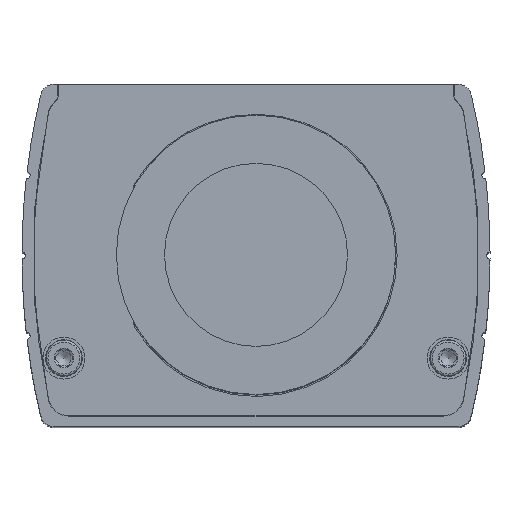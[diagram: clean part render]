
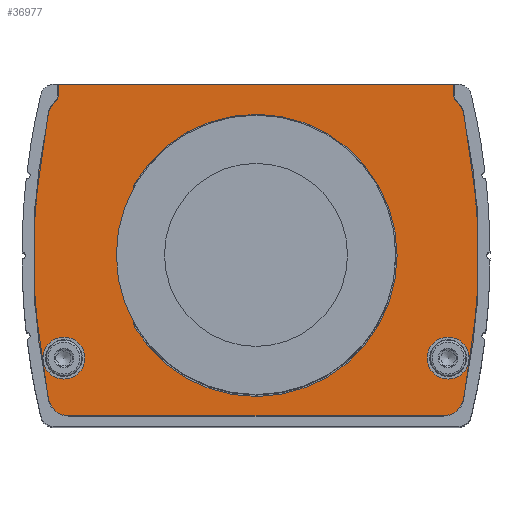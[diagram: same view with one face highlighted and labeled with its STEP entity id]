
A CAD part, top view. The second image highlights one B-rep face of the part: STEP entity #36977.
In plain terms, the highlighted planar face has unit normal (0, 0, 1).
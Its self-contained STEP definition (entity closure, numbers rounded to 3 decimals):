
#137=FACE_BOUND('',#4234,.T.);
#138=FACE_BOUND('',#4235,.T.);
#139=FACE_BOUND('',#4236,.T.);
#682=PLANE('',#39033);
#2318=FACE_OUTER_BOUND('',#4233,.T.);
#4233=EDGE_LOOP('',(#24612,#24613,#24614,#24615,#24616,#24617,#24618,#24619,
#24620,#24621,#24622,#24623,#24624,#24625,#24626,#24627,#24628,#24629));
#4234=EDGE_LOOP('',(#24630));
#4235=EDGE_LOOP('',(#24631));
#4236=EDGE_LOOP('',(#24632,#24633,#24634,#24635));
#6191=LINE('',#51079,#10577);
#6205=LINE('',#51141,#10591);
#6210=LINE('',#51159,#10596);
#6216=LINE('',#51183,#10602);
#6218=LINE('',#51186,#10604);
#6219=LINE('',#51189,#10605);
#6220=LINE('',#51191,#10606);
#10577=VECTOR('',#41484,10.);
#10591=VECTOR('',#41544,10.);
#10596=VECTOR('',#41563,10.);
#10602=VECTOR('',#41595,10.);
#10604=VECTOR('',#41599,10.);
#10605=VECTOR('',#41602,10.);
#10606=VECTOR('',#41603,10.);
#14970=CIRCLE('',#38987,1.);
#14971=CIRCLE('',#38990,1.);
#14974=CIRCLE('',#38994,1.);
#14975=CIRCLE('',#38996,1.);
#14978=CIRCLE('',#39000,2.95);
#14980=CIRCLE('',#39003,98.35);
#14981=CIRCLE('',#39005,3.);
#14982=CIRCLE('',#39007,3.);
#14984=CIRCLE('',#39010,2.95);
#14986=CIRCLE('',#39014,1.);
#14987=CIRCLE('',#39016,2.95);
#14990=CIRCLE('',#39021,1.);
#14992=CIRCLE('',#39024,98.35);
#14994=CIRCLE('',#39027,20.2);
#14996=CIRCLE('',#39030,2.95);
#14997=CIRCLE('',#39034,3.);
#14998=CIRCLE('',#39035,3.);
#15508=VERTEX_POINT('',#51069);
#15509=VERTEX_POINT('',#51071);
#15511=VERTEX_POINT('',#51077);
#15512=VERTEX_POINT('',#51081);
#15514=VERTEX_POINT('',#51084);
#15517=VERTEX_POINT('',#51091);
#15519=VERTEX_POINT('',#51095);
#15520=VERTEX_POINT('',#51099);
#15522=VERTEX_POINT('',#51102);
#15526=VERTEX_POINT('',#51111);
#15527=VERTEX_POINT('',#51113);
#15529=VERTEX_POINT('',#51119);
#15530=VERTEX_POINT('',#51123);
#15531=VERTEX_POINT('',#51127);
#15534=VERTEX_POINT('',#51134);
#15535=VERTEX_POINT('',#51136);
#15536=VERTEX_POINT('',#51140);
#15539=VERTEX_POINT('',#51147);
#15541=VERTEX_POINT('',#51151);
#15542=VERTEX_POINT('',#51158);
#15545=VERTEX_POINT('',#51166);
#15547=VERTEX_POINT('',#51172);
#15548=VERTEX_POINT('',#51188);
#15549=VERTEX_POINT('',#51190);
#19070=EDGE_CURVE('',#15508,#15509,#14970,.T.);
#19074=EDGE_CURVE('',#15508,#15511,#6191,.T.);
#19076=EDGE_CURVE('',#15512,#15514,#14971,.T.);
#19082=EDGE_CURVE('',#15519,#15517,#14974,.T.);
#19084=EDGE_CURVE('',#15520,#15522,#14975,.T.);
#19089=EDGE_CURVE('',#15526,#15527,#14978,.T.);
#19093=EDGE_CURVE('',#15529,#15526,#14980,.T.);
#19094=EDGE_CURVE('',#15530,#15530,#14981,.T.);
#19096=EDGE_CURVE('',#15531,#15531,#14982,.T.);
#19100=EDGE_CURVE('',#15534,#15535,#14984,.T.);
#19102=EDGE_CURVE('',#15522,#15536,#6205,.T.);
#19108=EDGE_CURVE('',#15541,#15539,#14986,.T.);
#19109=EDGE_CURVE('',#15514,#15529,#14987,.T.);
#19111=EDGE_CURVE('',#15536,#15542,#6210,.T.);
#19116=EDGE_CURVE('',#15545,#15511,#14990,.T.);
#19118=EDGE_CURVE('',#15535,#15547,#14992,.T.);
#19121=EDGE_CURVE('',#15545,#15509,#14994,.T.);
#19123=EDGE_CURVE('',#15547,#15519,#14996,.T.);
#19125=EDGE_CURVE('',#15527,#15534,#6216,.T.);
#19127=EDGE_CURVE('',#15542,#15541,#6218,.T.);
#19128=EDGE_CURVE('',#15539,#15548,#6219,.T.);
#19129=EDGE_CURVE('',#15549,#15520,#6220,.T.);
#19130=EDGE_CURVE('',#15549,#15517,#14997,.T.);
#19131=EDGE_CURVE('',#15512,#15548,#14998,.T.);
#24612=ORIENTED_EDGE('',*,*,#19128,.F.);
#24613=ORIENTED_EDGE('',*,*,#19108,.F.);
#24614=ORIENTED_EDGE('',*,*,#19127,.F.);
#24615=ORIENTED_EDGE('',*,*,#19111,.F.);
#24616=ORIENTED_EDGE('',*,*,#19102,.F.);
#24617=ORIENTED_EDGE('',*,*,#19084,.F.);
#24618=ORIENTED_EDGE('',*,*,#19129,.F.);
#24619=ORIENTED_EDGE('',*,*,#19130,.T.);
#24620=ORIENTED_EDGE('',*,*,#19082,.F.);
#24621=ORIENTED_EDGE('',*,*,#19123,.F.);
#24622=ORIENTED_EDGE('',*,*,#19118,.F.);
#24623=ORIENTED_EDGE('',*,*,#19100,.F.);
#24624=ORIENTED_EDGE('',*,*,#19125,.F.);
#24625=ORIENTED_EDGE('',*,*,#19089,.F.);
#24626=ORIENTED_EDGE('',*,*,#19093,.F.);
#24627=ORIENTED_EDGE('',*,*,#19109,.F.);
#24628=ORIENTED_EDGE('',*,*,#19076,.F.);
#24629=ORIENTED_EDGE('',*,*,#19131,.T.);
#24630=ORIENTED_EDGE('',*,*,#19094,.T.);
#24631=ORIENTED_EDGE('',*,*,#19096,.T.);
#24632=ORIENTED_EDGE('',*,*,#19121,.T.);
#24633=ORIENTED_EDGE('',*,*,#19070,.F.);
#24634=ORIENTED_EDGE('',*,*,#19074,.T.);
#24635=ORIENTED_EDGE('',*,*,#19116,.F.);
#36977=ADVANCED_FACE('',(#2318,#137,#138,#139),#682,.F.);
#38987=AXIS2_PLACEMENT_3D('',#51072,#41477,#41478);
#38990=AXIS2_PLACEMENT_3D('',#51085,#41488,#41489);
#38994=AXIS2_PLACEMENT_3D('',#51097,#41499,#41500);
#38996=AXIS2_PLACEMENT_3D('',#51103,#41504,#41505);
#39000=AXIS2_PLACEMENT_3D('',#51114,#41514,#41515);
#39003=AXIS2_PLACEMENT_3D('',#51121,#41522,#41523);
#39005=AXIS2_PLACEMENT_3D('',#51124,#41526,#41527);
#39007=AXIS2_PLACEMENT_3D('',#51128,#41531,#41532);
#39010=AXIS2_PLACEMENT_3D('',#51137,#41539,#41540);
#39014=AXIS2_PLACEMENT_3D('',#51153,#41553,#41554);
#39016=AXIS2_PLACEMENT_3D('',#51155,#41557,#41558);
#39021=AXIS2_PLACEMENT_3D('',#51168,#41571,#41572);
#39024=AXIS2_PLACEMENT_3D('',#51173,#41577,#41578);
#39027=AXIS2_PLACEMENT_3D('',#51177,#41584,#41585);
#39030=AXIS2_PLACEMENT_3D('',#51180,#41590,#41591);
#39033=AXIS2_PLACEMENT_3D('',#51187,#41600,#41601);
#39034=AXIS2_PLACEMENT_3D('',#51192,#41604,#41605);
#39035=AXIS2_PLACEMENT_3D('',#51193,#41606,#41607);
#41477=DIRECTION('center_axis',(0.,0.,1.));
#41478=DIRECTION('ref_axis',(-0.964,-0.265,0.));
#41484=DIRECTION('',(0.,1.,0.));
#41488=DIRECTION('center_axis',(0.,0.,1.));
#41489=DIRECTION('ref_axis',(-0.906,-0.424,0.));
#41499=DIRECTION('center_axis',(0.,0.,1.));
#41500=DIRECTION('ref_axis',(0.906,-0.424,0.));
#41504=DIRECTION('center_axis',(0.,0.,1.));
#41505=DIRECTION('ref_axis',(0.906,-0.424,0.));
#41514=DIRECTION('center_axis',(0.,0.,-1.));
#41515=DIRECTION('ref_axis',(0.978,-0.209,0.));
#41522=DIRECTION('center_axis',(0.,0.,-1.));
#41523=DIRECTION('ref_axis',(0.978,0.209,0.));
#41526=DIRECTION('center_axis',(0.,0.,-1.));
#41527=DIRECTION('ref_axis',(1.,0.,0.));
#41531=DIRECTION('center_axis',(0.,0.,-1.));
#41532=DIRECTION('ref_axis',(1.,0.,0.));
#41539=DIRECTION('center_axis',(0.,0.,-1.));
#41540=DIRECTION('ref_axis',(0.,-1.,0.));
#41544=DIRECTION('',(0.,1.,0.));
#41553=DIRECTION('center_axis',(0.,0.,1.));
#41554=DIRECTION('ref_axis',(-0.906,-0.424,0.));
#41557=DIRECTION('center_axis',(0.,0.,-1.));
#41558=DIRECTION('ref_axis',(0.519,0.855,0.));
#41563=DIRECTION('',(1.,0.,0.));
#41571=DIRECTION('center_axis',(0.,0.,1.));
#41572=DIRECTION('ref_axis',(-0.964,0.265,0.));
#41577=DIRECTION('center_axis',(0.,0.,-1.));
#41578=DIRECTION('ref_axis',(-0.978,-0.209,0.));
#41584=DIRECTION('center_axis',(0.,0.,-1.));
#41585=DIRECTION('ref_axis',(1.,0.,0.));
#41590=DIRECTION('center_axis',(0.,0.,-1.));
#41591=DIRECTION('ref_axis',(-0.978,0.209,0.));
#41595=DIRECTION('',(-1.,0.,0.));
#41599=DIRECTION('',(0.,-1.,0.));
#41600=DIRECTION('center_axis',(0.,0.,-1.));
#41601=DIRECTION('ref_axis',(0.,1.,0.));
#41602=DIRECTION('',(0.,-1.,0.));
#41603=DIRECTION('',(0.,1.,0.));
#41604=DIRECTION('center_axis',(0.,0.,1.));
#41605=DIRECTION('ref_axis',(-0.629,0.777,0.));
#41606=DIRECTION('center_axis',(0.,0.,1.));
#41607=DIRECTION('ref_axis',(0.629,0.777,0.));
#51069=CARTESIAN_POINT('',(-17.5,-9.818,50.));
#51071=CARTESIAN_POINT('',(-17.359,-10.329,50.));
#51072=CARTESIAN_POINT('Origin',(-16.5,-9.818,50.));
#51077=CARTESIAN_POINT('',(-17.5,9.818,50.));
#51079=CARTESIAN_POINT('',(-17.5,-10.089,50.));
#51081=CARTESIAN_POINT('',(28.507,22.268,50.));
#51084=CARTESIAN_POINT('',(28.691,22.065,50.));
#51085=CARTESIAN_POINT('Origin',(29.332,22.833,50.));
#51091=CARTESIAN_POINT('',(-28.507,22.268,50.));
#51095=CARTESIAN_POINT('',(-28.691,22.065,50.));
#51097=CARTESIAN_POINT('Origin',(-29.332,22.833,50.));
#51099=CARTESIAN_POINT('',(-28.382,22.521,50.));
#51102=CARTESIAN_POINT('',(-28.332,22.833,50.));
#51103=CARTESIAN_POINT('Origin',(-29.332,22.833,50.));
#51111=CARTESIAN_POINT('',(29.686,-20.615,50.));
#51113=CARTESIAN_POINT('',(26.801,-22.95,50.));
#51114=CARTESIAN_POINT('Origin',(26.801,-20.,50.));
#51119=CARTESIAN_POINT('',(29.686,20.415,50.));
#51121=CARTESIAN_POINT('Origin',(-66.5,-0.1,50.));
#51123=CARTESIAN_POINT('',(24.5,-14.7,50.));
#51124=CARTESIAN_POINT('Origin',(27.5,-14.7,50.));
#51127=CARTESIAN_POINT('',(-30.5,-14.7,50.));
#51128=CARTESIAN_POINT('Origin',(-27.5,-14.7,50.));
#51134=CARTESIAN_POINT('',(-26.801,-22.95,50.));
#51136=CARTESIAN_POINT('',(-29.686,-20.615,50.));
#51137=CARTESIAN_POINT('Origin',(-26.801,-20.,50.));
#51140=CARTESIAN_POINT('',(-28.332,24.5,50.));
#51141=CARTESIAN_POINT('',(-28.332,22.322,50.));
#51147=CARTESIAN_POINT('',(28.382,22.521,50.));
#51151=CARTESIAN_POINT('',(28.332,22.833,50.));
#51153=CARTESIAN_POINT('Origin',(29.332,22.833,50.));
#51155=CARTESIAN_POINT('Origin',(26.801,19.8,50.));
#51158=CARTESIAN_POINT('',(28.332,24.5,50.));
#51159=CARTESIAN_POINT('',(-28.332,24.5,50.));
#51166=CARTESIAN_POINT('',(-17.359,10.329,50.));
#51168=CARTESIAN_POINT('Origin',(-16.5,9.818,50.));
#51172=CARTESIAN_POINT('',(-29.686,20.415,50.));
#51173=CARTESIAN_POINT('Origin',(66.5,-0.1,50.));
#51177=CARTESIAN_POINT('Origin',(0.,0.,50.));
#51180=CARTESIAN_POINT('Origin',(-26.801,19.8,50.));
#51183=CARTESIAN_POINT('',(26.801,-22.95,50.));
#51186=CARTESIAN_POINT('',(28.332,24.45,50.));
#51187=CARTESIAN_POINT('Origin',(0.,1.036,
50.));
#51188=CARTESIAN_POINT('',(28.382,22.35,50.));
#51189=CARTESIAN_POINT('',(28.382,11.877,50.));
#51190=CARTESIAN_POINT('',(-28.382,22.35,50.));
#51191=CARTESIAN_POINT('',(-28.382,9.877,50.));
#51192=CARTESIAN_POINT('Origin',(-26.801,19.8,50.));
#51193=CARTESIAN_POINT('Origin',(26.801,19.8,50.));
